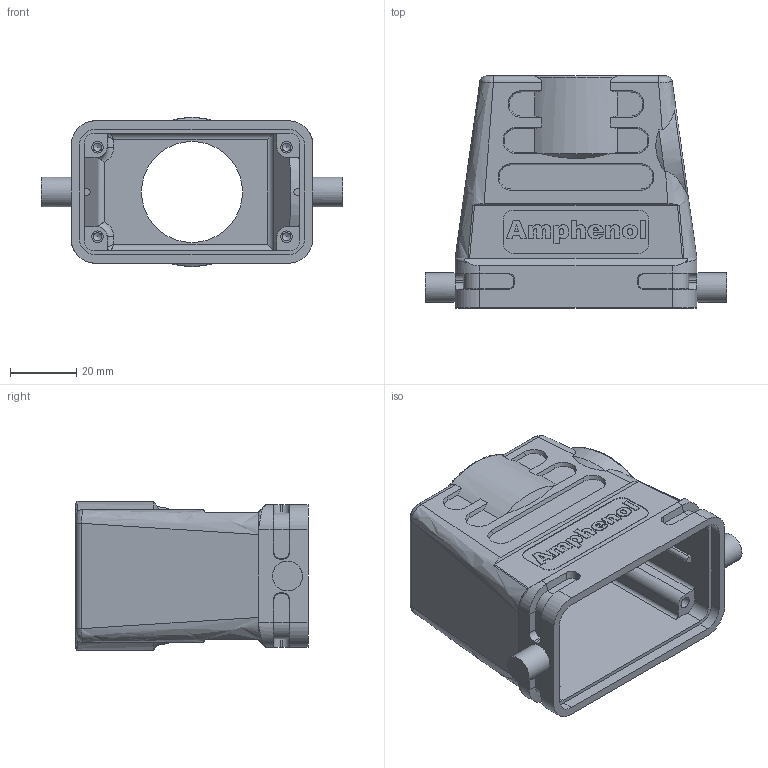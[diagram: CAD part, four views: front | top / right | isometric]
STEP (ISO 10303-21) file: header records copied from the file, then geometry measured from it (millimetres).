
FILE_DESCRIPTION(/* description */ (''),/* implementation_level */ '2;1');
FILE_NAME(/* name */ 'C3D_C146 21R010 606 8.stp',/* time_stamp */ '2020-07-13T10:13:47+02:00',/* author */ (''),/* organization */ (''),/* preprocessor_version */ 'ST-DEVELOPER v16.7',/* originating_system */ 'SIEMENS PLM Software NX 12.0',/* authorisation */ '');
FILE_SCHEMA (('AUTOMOTIVE_DESIGN { 1 0 10303 214 3 1 1 1 }'));
Length unit declared in the file: millimetre
Products named in the file (1): pwoeEFD08714e7va
Bounding box: 91 x 70 x 45 mm (x, y, z)
Volume: 48564.3 mm3; surface area: 32905.1 mm2
Topology: 1 solids, 1 shells, 342 faces, 901 edges, 578 vertices
Faces by surface type: plane 175, cylinder 70, bspline 48, cone 24, extrusion 23, torus 2
Full cylindrical faces by diameter (mm): 2.5 x4, 2.51 x4, 3.5 x4, 9 x2, 30.5 x1
Entity records: 13832 total; most frequent: CARTESIAN_POINT 4299, ORIENTED_EDGE 1714, DIRECTION 1394, EDGE_CURVE 857, VERTEX_POINT 567, AXIS2_PLACEMENT_3D 469, VECTOR 456, LINE 433
